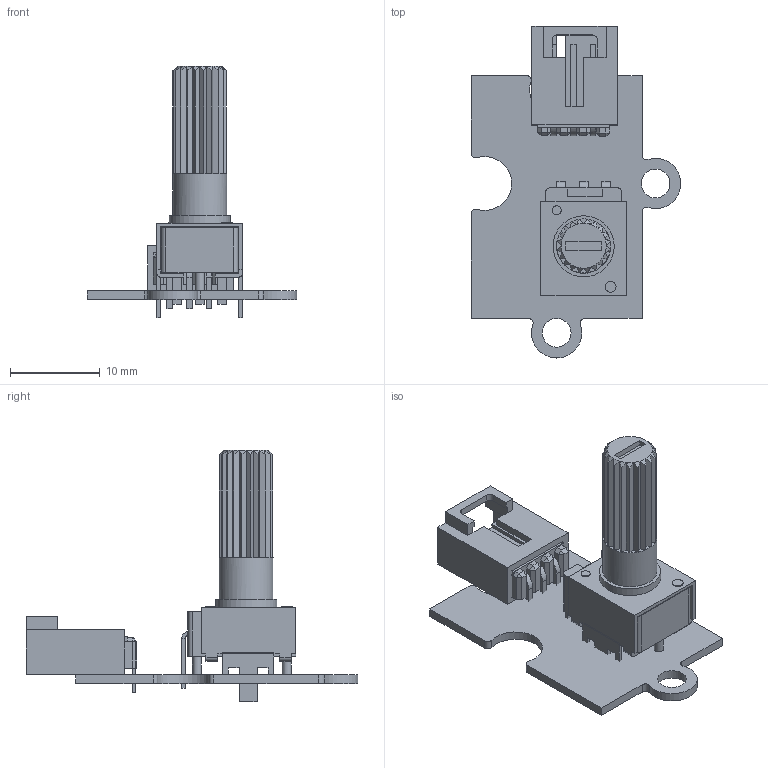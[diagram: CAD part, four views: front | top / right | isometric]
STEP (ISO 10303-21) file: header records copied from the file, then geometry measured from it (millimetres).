
FILE_DESCRIPTION(('FreeCAD Model'),'2;1');
FILE_NAME('OptopusPotenciometro.step', '2014-09-11T13:35:03',('FreeCAD'),('FreeCAD'), 'Open CASCADE STEP processor 6.6','FreeCAD','Unknown');
FILE_SCHEMA(('AUTOMOTIVE_DESIGN_CC2 { 1 2 10303 214 -1 1 5 4 }'));
Length unit declared in the file: millimetre
Products named in the file (9): PCB_Base; Conectores; AlojaConectores; Sujeccion; Bloque; PataCon1; PataCon2; PataCon3; Mando
Bounding box: 23.3 x 36.9 x 27.98 mm (x, y, z)
Volume: 1816 mm3; surface area: 3466.3 mm2
Topology: 9 solids, 9 shells, 389 faces, 966 edges, 602 vertices
Faces by surface type: plane 324, cylinder 45, cone 20
Full cylindrical faces by diameter (mm): 1 x4, 1.2 x2, 3.2 x2, 6 x2, 6.8 x1
Entity records: 26352 total; most frequent: CARTESIAN_POINT 4836, DIRECTION 3376, LINE 2100, VECTOR 2100, ORIENTED_EDGE 1940, PCURVE 1932, DEFINITIONAL_REPRESENTATION 1932, EDGE_CURVE 966
